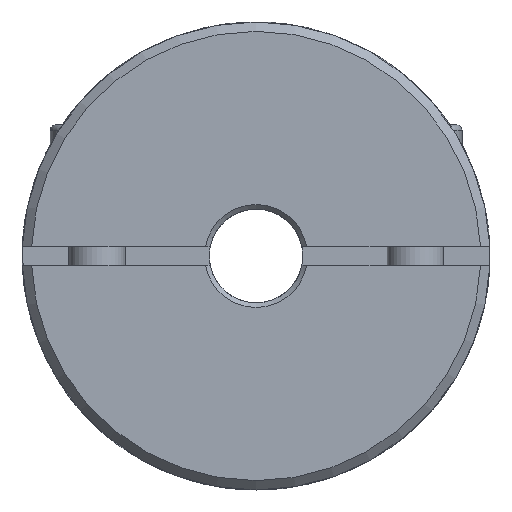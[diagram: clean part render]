
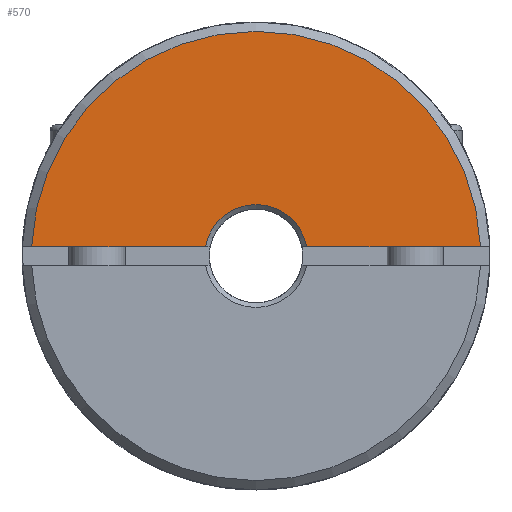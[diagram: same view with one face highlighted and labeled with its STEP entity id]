
A CAD part, left-side view. The second image highlights one B-rep face of the part: STEP entity #570.
In plain terms, the highlighted planar face has unit normal (-1, 0, 0).
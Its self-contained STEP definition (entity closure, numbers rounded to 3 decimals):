
#570 = ADVANCED_FACE( '', ( #1339 ), #1340, .T. );
#1339 = FACE_OUTER_BOUND( '', #2338, .T. );
#1340 = PLANE( '', #2339 );
#2338 = EDGE_LOOP( '', ( #3950, #3951, #3952, #3953 ) );
#2339 = AXIS2_PLACEMENT_3D( '', #3954, #3955, #3956 );
#3950 = ORIENTED_EDGE( '', *, *, #6126, .F. );
#3951 = ORIENTED_EDGE( '', *, *, #6127, .T. );
#3952 = ORIENTED_EDGE( '', *, *, #5596, .F. );
#3953 = ORIENTED_EDGE( '', *, *, #5593, .T. );
#3954 = CARTESIAN_POINT( '', ( 0., -4.25, 0. ) );
#3955 = DIRECTION( '', ( -1., 0., 0. ) );
#3956 = DIRECTION( '', ( 0., -1., 0. ) );
#5593 = EDGE_CURVE( '', #6633, #6637, #6639, .T. );
#5596 = EDGE_CURVE( '', #6633, #6643, #6644, .T. );
#6126 = EDGE_CURVE( '', #7511, #6637, #7512, .T. );
#6127 = EDGE_CURVE( '', #7511, #6643, #7513, .F. );
#6633 = VERTEX_POINT( '', #8252 );
#6637 = VERTEX_POINT( '', #8257 );
#6639 = CIRCLE( '', #8260, 24. );
#6643 = VERTEX_POINT( '', #8264 );
#6644 = LINE( '', #8265, #8266 );
#7511 = VERTEX_POINT( '', #9915 );
#7512 = LINE( '', #9916, #9917 );
#7513 = CIRCLE( '', #9918, 5.5 );
#8252 = CARTESIAN_POINT( '', ( 0., -23.979, 1. ) );
#8257 = CARTESIAN_POINT( '', ( 0., 23.979, 1. ) );
#8260 = AXIS2_PLACEMENT_3D( '', #11218, #11219, #11220 );
#8264 = CARTESIAN_POINT( '', ( 0., -5.408, 1. ) );
#8265 = CARTESIAN_POINT( '', ( 0., -4.25, 1. ) );
#8266 = VECTOR( '', #11224, 1000. );
#9915 = CARTESIAN_POINT( '', ( 0., 5.408, 1. ) );
#9916 = CARTESIAN_POINT( '', ( 0., -4.25, 1. ) );
#9917 = VECTOR( '', #11903, 1000. );
#9918 = AXIS2_PLACEMENT_3D( '', #11904, #11905, #11906 );
#11218 = CARTESIAN_POINT( '', ( 0., 0., 0. ) );
#11219 = DIRECTION( '', ( -1., 0., 0. ) );
#11220 = DIRECTION( '', ( 0., -1., 0. ) );
#11224 = DIRECTION( '', ( 0., 1., 0. ) );
#11903 = DIRECTION( '', ( 0., 1., 0. ) );
#11904 = CARTESIAN_POINT( '', ( 0., 0., 0. ) );
#11905 = DIRECTION( '', ( -1., 0., 0. ) );
#11906 = DIRECTION( '', ( 0., 0., 1. ) );
